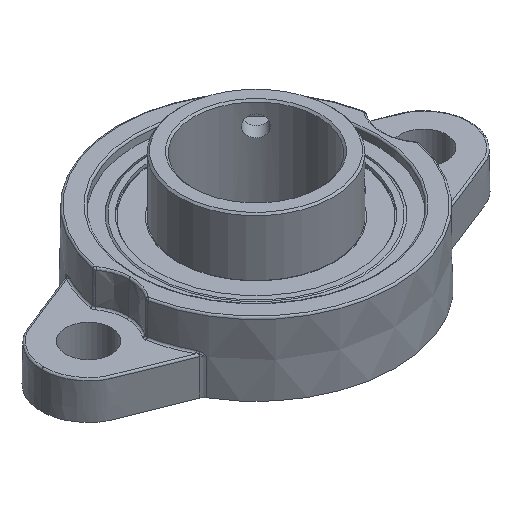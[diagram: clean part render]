
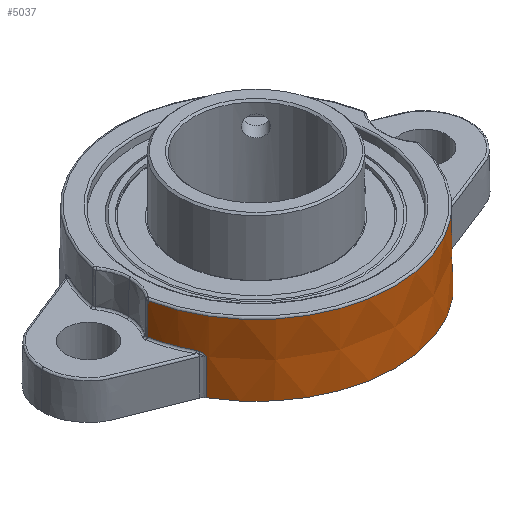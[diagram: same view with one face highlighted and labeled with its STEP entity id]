
A CAD part, isometric view. The second image highlights one B-rep face of the part: STEP entity #5037.
In plain terms, the highlighted conical face has half-angle 1 degrees and reference radius 39.128 mm.
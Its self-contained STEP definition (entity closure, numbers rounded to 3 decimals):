
#40=LINE($,#7175,#542);
#41=LINE($,#7258,#543);
#542=VECTOR($,#5755,10.01);
#543=VECTOR($,#5762,10.01);
#1056=B_SPLINE_CURVE_WITH_KNOTS($,3,(#7177,#7178,#7179,#7180,#7181,#7182,
#7183,#7184,#7185,#7186,#7187,#7188,#7189),.UNSPECIFIED.,.F.,.F.,(4,3,3,
3,4),(0.,0.25,0.5,0.75,1.),.UNSPECIFIED.);
#1057=B_SPLINE_CURVE_WITH_KNOTS($,3,(#7191,#7192,#7193,#7194,#7195,#7196),
 .UNSPECIFIED.,.F.,.F.,(4,1,1,4),(0.,0.333,0.667,1.),
 .UNSPECIFIED.);
#1058=B_SPLINE_CURVE_WITH_KNOTS($,3,(#7200,#7201,#7202,#7203,#7204,#7205,
#7206,#7207,#7208,#7209,#7210,#7211,#7212,#7213,#7214,#7215),
 .UNSPECIFIED.,.F.,.F.,(4,3,3,3,3,4),(0.,0.304,0.333,
0.667,0.692,1.),.UNSPECIFIED.);
#1059=B_SPLINE_CURVE_WITH_KNOTS($,3,(#7219,#7220,#7221,#7222,#7223,#7224,
#7225,#7226,#7227,#7228,#7229,#7230,#7231,#7232,#7233,#7234),
 .UNSPECIFIED.,.F.,.F.,(4,3,3,3,3,4),(0.,0.304,0.333,
0.667,0.692,1.),.UNSPECIFIED.);
#1060=B_SPLINE_CURVE_WITH_KNOTS($,3,(#7238,#7239,#7240,#7241,#7242,#7243),
 .UNSPECIFIED.,.F.,.F.,(4,1,1,4),(0.,0.333,0.667,1.),
 .UNSPECIFIED.);
#1061=B_SPLINE_CURVE_WITH_KNOTS($,3,(#7245,#7246,#7247,#7248,#7249,#7250,
#7251,#7252,#7253,#7254,#7255,#7256,#7257),.UNSPECIFIED.,.F.,.F.,(4,3,3,
3,4),(0.,0.25,0.5,0.75,1.),.UNSPECIFIED.);
#1189=CONICAL_SURFACE($,#5353,39.128,1.);
#1276=FACE_OUTER_BOUND($,#1585,.T.);
#1585=EDGE_LOOP($,(#3220,#3221,#3222,#3223,#3224,#3225,#3226,#3227,#3228,
#3229,#3230,#3231));
#1878=CIRCLE($,#5344,39.3);
#1887=CIRCLE($,#5354,39.108);
#1888=CIRCLE($,#5355,38.956);
#1889=CIRCLE($,#5356,39.108);
#1995=VERTEX_POINT($,#7063);
#1996=VERTEX_POINT($,#7064);
#2008=VERTEX_POINT($,#7174);
#2009=VERTEX_POINT($,#7176);
#2010=VERTEX_POINT($,#7190);
#2011=VERTEX_POINT($,#7197);
#2012=VERTEX_POINT($,#7199);
#2013=VERTEX_POINT($,#7216);
#2014=VERTEX_POINT($,#7218);
#2015=VERTEX_POINT($,#7235);
#2016=VERTEX_POINT($,#7237);
#2017=VERTEX_POINT($,#7244);
#2467=EDGE_CURVE($,#1995,#1996,#1878,.T.);
#2480=EDGE_CURVE($,#1995,#2008,#40,.T.);
#2481=EDGE_CURVE($,#2009,#2008,#1056,.T.);
#2482=EDGE_CURVE($,#2010,#2009,#1057,.T.);
#2483=EDGE_CURVE($,#2011,#2010,#1887,.T.);
#2484=EDGE_CURVE($,#2011,#2012,#1058,.T.);
#2485=EDGE_CURVE($,#2012,#2013,#1888,.T.);
#2486=EDGE_CURVE($,#2014,#2013,#1059,.T.);
#2487=EDGE_CURVE($,#2014,#2015,#1889,.T.);
#2488=EDGE_CURVE($,#2015,#2016,#1060,.T.);
#2489=EDGE_CURVE($,#2016,#2017,#1061,.T.);
#2490=EDGE_CURVE($,#1996,#2017,#41,.T.);
#3220=ORIENTED_EDGE($,*,*,#2467,.F.);
#3221=ORIENTED_EDGE($,*,*,#2480,.T.);
#3222=ORIENTED_EDGE($,*,*,#2481,.F.);
#3223=ORIENTED_EDGE($,*,*,#2482,.F.);
#3224=ORIENTED_EDGE($,*,*,#2483,.F.);
#3225=ORIENTED_EDGE($,*,*,#2484,.T.);
#3226=ORIENTED_EDGE($,*,*,#2485,.T.);
#3227=ORIENTED_EDGE($,*,*,#2486,.F.);
#3228=ORIENTED_EDGE($,*,*,#2487,.T.);
#3229=ORIENTED_EDGE($,*,*,#2488,.T.);
#3230=ORIENTED_EDGE($,*,*,#2489,.T.);
#3231=ORIENTED_EDGE($,*,*,#2490,.F.);
#5037=ADVANCED_FACE($,(#1276),#1189,.T.);
#5344=AXIS2_PLACEMENT_3D($,#7065,#5735,#5736);
#5353=AXIS2_PLACEMENT_3D($,#7173,#5753,#5754);
#5354=AXIS2_PLACEMENT_3D($,#7198,#5756,#5757);
#5355=AXIS2_PLACEMENT_3D($,#7217,#5758,#5759);
#5356=AXIS2_PLACEMENT_3D($,#7236,#5760,#5761);
#5735=DIRECTION('center_axis',(0.,0.,-1.));
#5736=DIRECTION('ref_axis',(0.863,-0.506,0.));
#5753=DIRECTION('center_axis',(0.,0.,-1.));
#5754=DIRECTION('ref_axis',(0.,1.,0.));
#5755=DIRECTION($,(-0.015,0.009,1.));
#5756=DIRECTION('center_axis',(0.,0.,-1.));
#5757=DIRECTION('ref_axis',(0.98,-0.198,0.));
#5758=DIRECTION('center_axis',(0.,0.,-1.));
#5759=DIRECTION('ref_axis',(0.98,-0.2,0.));
#5760=DIRECTION('center_axis',(0.,0.,1.));
#5761=DIRECTION('ref_axis',(-0.98,-0.198,0.));
#5762=DIRECTION($,(0.015,0.009,1.));
#7063=CARTESIAN_POINT('',(33.9,-19.881,-10.8));
#7064=CARTESIAN_POINT('',(-33.9,-19.881,-10.8));
#7065=CARTESIAN_POINT('Origin',(0.,0.,-10.8));
#7173=CARTESIAN_POINT('Origin',(0.,0.,-0.946));
#7174=CARTESIAN_POINT('',(33.75,-19.793,-0.791));
#7175=CARTESIAN_POINT($,(33.9,-19.881,-10.8));
#7176=CARTESIAN_POINT('',(34.386,-18.634,0.057));
#7177=CARTESIAN_POINT('Ctrl Pts',(34.386,-18.634,0.057));
#7178=CARTESIAN_POINT('Ctrl Pts',(34.336,-18.729,0.016));
#7179=CARTESIAN_POINT('Ctrl Pts',(34.285,-18.824,-0.034));
#7180=CARTESIAN_POINT('Ctrl Pts',(34.233,-18.919,-0.091));
#7181=CARTESIAN_POINT('Ctrl Pts',(34.182,-19.014,-0.149));
#7182=CARTESIAN_POINT('Ctrl Pts',(34.13,-19.109,-0.214));
#7183=CARTESIAN_POINT('Ctrl Pts',(34.078,-19.204,-0.286));
#7184=CARTESIAN_POINT('Ctrl Pts',(34.026,-19.3,-0.358));
#7185=CARTESIAN_POINT('Ctrl Pts',(33.973,-19.395,-0.437));
#7186=CARTESIAN_POINT('Ctrl Pts',(33.918,-19.493,-0.522));
#7187=CARTESIAN_POINT('Ctrl Pts',(33.864,-19.59,-0.606));
#7188=CARTESIAN_POINT('Ctrl Pts',(33.808,-19.69,-0.697));
#7189=CARTESIAN_POINT('Ctrl Pts',(33.75,-19.793,-0.791));
#7190=CARTESIAN_POINT('',(34.739,-17.962,0.191));
#7191=CARTESIAN_POINT('Ctrl Pts',(34.739,-17.962,0.191));
#7192=CARTESIAN_POINT('Ctrl Pts',(34.694,-18.049,0.191));
#7193=CARTESIAN_POINT('Ctrl Pts',(34.608,-18.215,0.179));
#7194=CARTESIAN_POINT('Ctrl Pts',(34.49,-18.438,0.131));
#7195=CARTESIAN_POINT('Ctrl Pts',(34.42,-18.571,0.084));
#7196=CARTESIAN_POINT('Ctrl Pts',(34.386,-18.634,0.057));
#7197=CARTESIAN_POINT('',(38.33,-7.76,0.191));
#7198=CARTESIAN_POINT('Origin',(0.,0.,0.191));
#7199=CARTESIAN_POINT('',(38.168,-7.797,8.909));
#7200=CARTESIAN_POINT('Ctrl Pts',(38.33,-7.76,0.191));
#7201=CARTESIAN_POINT('Ctrl Pts',(38.314,-7.764,1.078));
#7202=CARTESIAN_POINT('Ctrl Pts',(38.297,-7.768,1.963));
#7203=CARTESIAN_POINT('Ctrl Pts',(38.281,-7.771,2.848));
#7204=CARTESIAN_POINT('Ctrl Pts',(38.279,-7.772,2.933));
#7205=CARTESIAN_POINT('Ctrl Pts',(38.278,-7.772,3.017));
#7206=CARTESIAN_POINT('Ctrl Pts',(38.276,-7.772,3.101));
#7207=CARTESIAN_POINT('Ctrl Pts',(38.258,-7.776,4.07));
#7208=CARTESIAN_POINT('Ctrl Pts',(38.24,-7.78,5.039));
#7209=CARTESIAN_POINT('Ctrl Pts',(38.222,-7.785,6.007));
#7210=CARTESIAN_POINT('Ctrl Pts',(38.221,-7.785,6.08));
#7211=CARTESIAN_POINT('Ctrl Pts',(38.219,-7.785,6.154));
#7212=CARTESIAN_POINT('Ctrl Pts',(38.218,-7.785,6.228));
#7213=CARTESIAN_POINT('Ctrl Pts',(38.201,-7.789,7.122));
#7214=CARTESIAN_POINT('Ctrl Pts',(38.184,-7.793,8.016));
#7215=CARTESIAN_POINT('Ctrl Pts',(38.168,-7.797,8.909));
#7216=CARTESIAN_POINT('',(-38.168,-7.797,8.909));
#7217=CARTESIAN_POINT('Origin',(0.,0.,8.909));
#7218=CARTESIAN_POINT('',(-38.33,-7.76,0.191));
#7219=CARTESIAN_POINT('Ctrl Pts',(-38.33,-7.76,0.191));
#7220=CARTESIAN_POINT('Ctrl Pts',(-38.314,-7.764,1.078));
#7221=CARTESIAN_POINT('Ctrl Pts',(-38.297,-7.768,1.963));
#7222=CARTESIAN_POINT('Ctrl Pts',(-38.281,-7.771,2.848));
#7223=CARTESIAN_POINT('Ctrl Pts',(-38.279,-7.772,2.933));
#7224=CARTESIAN_POINT('Ctrl Pts',(-38.278,-7.772,3.017));
#7225=CARTESIAN_POINT('Ctrl Pts',(-38.276,-7.772,3.101));
#7226=CARTESIAN_POINT('Ctrl Pts',(-38.258,-7.776,4.07));
#7227=CARTESIAN_POINT('Ctrl Pts',(-38.24,-7.78,5.039));
#7228=CARTESIAN_POINT('Ctrl Pts',(-38.222,-7.785,6.007));
#7229=CARTESIAN_POINT('Ctrl Pts',(-38.221,-7.785,6.08));
#7230=CARTESIAN_POINT('Ctrl Pts',(-38.219,-7.785,6.154));
#7231=CARTESIAN_POINT('Ctrl Pts',(-38.218,-7.785,6.228));
#7232=CARTESIAN_POINT('Ctrl Pts',(-38.201,-7.789,7.122));
#7233=CARTESIAN_POINT('Ctrl Pts',(-38.184,-7.793,8.016));
#7234=CARTESIAN_POINT('Ctrl Pts',(-38.168,-7.797,8.909));
#7235=CARTESIAN_POINT('',(-34.739,-17.962,0.191));
#7236=CARTESIAN_POINT('Origin',(0.,0.,0.191));
#7237=CARTESIAN_POINT('',(-34.386,-18.634,0.057));
#7238=CARTESIAN_POINT('Ctrl Pts',(-34.739,-17.962,0.191));
#7239=CARTESIAN_POINT('Ctrl Pts',(-34.694,-18.049,0.191));
#7240=CARTESIAN_POINT('Ctrl Pts',(-34.608,-18.215,0.179));
#7241=CARTESIAN_POINT('Ctrl Pts',(-34.49,-18.438,0.131));
#7242=CARTESIAN_POINT('Ctrl Pts',(-34.42,-18.571,0.084));
#7243=CARTESIAN_POINT('Ctrl Pts',(-34.386,-18.634,0.057));
#7244=CARTESIAN_POINT('',(-33.75,-19.793,-0.791));
#7245=CARTESIAN_POINT('Ctrl Pts',(-34.386,-18.634,0.057));
#7246=CARTESIAN_POINT('Ctrl Pts',(-34.336,-18.729,0.016));
#7247=CARTESIAN_POINT('Ctrl Pts',(-34.285,-18.824,-0.034));
#7248=CARTESIAN_POINT('Ctrl Pts',(-34.233,-18.919,-0.091));
#7249=CARTESIAN_POINT('Ctrl Pts',(-34.182,-19.014,-0.149));
#7250=CARTESIAN_POINT('Ctrl Pts',(-34.13,-19.109,-0.214));
#7251=CARTESIAN_POINT('Ctrl Pts',(-34.078,-19.204,-0.286));
#7252=CARTESIAN_POINT('Ctrl Pts',(-34.026,-19.3,-0.358));
#7253=CARTESIAN_POINT('Ctrl Pts',(-33.973,-19.395,-0.437));
#7254=CARTESIAN_POINT('Ctrl Pts',(-33.918,-19.493,-0.522));
#7255=CARTESIAN_POINT('Ctrl Pts',(-33.864,-19.59,-0.606));
#7256=CARTESIAN_POINT('Ctrl Pts',(-33.808,-19.69,-0.697));
#7257=CARTESIAN_POINT('Ctrl Pts',(-33.75,-19.793,-0.791));
#7258=CARTESIAN_POINT($,(-33.9,-19.881,-10.8));
